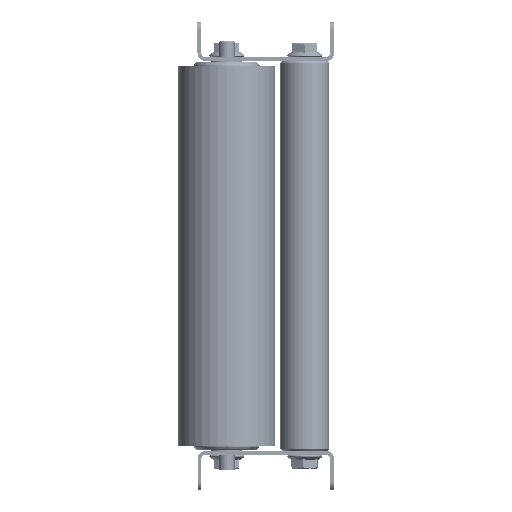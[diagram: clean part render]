
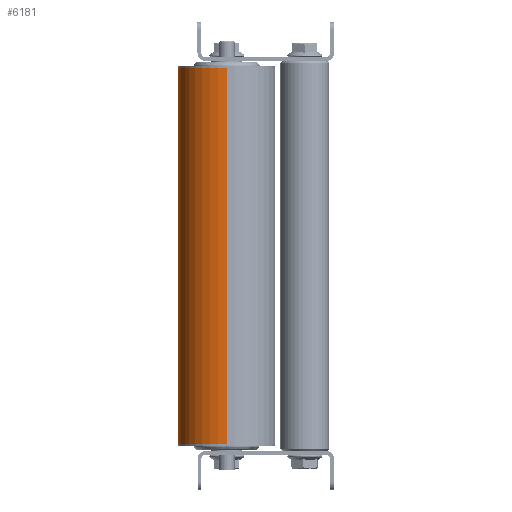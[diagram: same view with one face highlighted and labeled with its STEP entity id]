
A CAD part, left-side view. The second image highlights one B-rep face of the part: STEP entity #6181.
In plain terms, the highlighted cylindrical face has radius 25 mm (diameter 50 mm), a partial arc.
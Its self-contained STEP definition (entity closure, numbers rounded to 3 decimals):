
#65 = DIRECTION ( 'NONE',  ( 1., 0., 0. ) ) ;
#310 = EDGE_CURVE ( 'NONE', #38400, #513, #23923, .T. ) ;
#513 = VERTEX_POINT ( 'NONE', #1411 ) ;
#1411 = CARTESIAN_POINT ( 'NONE',  ( 0., 0., -25. ) ) ;
#3676 = CARTESIAN_POINT ( 'NONE',  ( 192.6, 0., 25. ) ) ;
#4119 = ORIENTED_EDGE ( 'NONE', *, *, #7462, .T. ) ;
#6181 = ADVANCED_FACE ( 'Fl�che1', ( #26980 ), #7849, .T. ) ;
#7462 = EDGE_CURVE ( 'NONE', #513, #22618, #25815, .T. ) ;
#7849 = CYLINDRICAL_SURFACE ( 'NONE', #36823, 25. ) ;
#7910 = DIRECTION ( 'NONE',  ( -1., 0., 0. ) ) ;
#9575 = CARTESIAN_POINT ( 'NONE',  ( 192.6, 0., 25. ) ) ;
#9647 = CARTESIAN_POINT ( 'NONE',  ( 0., 0., 25. ) ) ;
#9952 = AXIS2_PLACEMENT_3D ( 'NONE', #26416, #21947, #45790 ) ;
#11923 = DIRECTION ( 'NONE',  ( -1., 0., 0. ) ) ;
#15949 = DIRECTION ( 'NONE',  ( 0., 0., 1. ) ) ;
#19988 = CARTESIAN_POINT ( 'NONE',  ( 192.6, 0., 0. ) ) ;
#21947 = DIRECTION ( 'NONE',  ( 1., 0., 0. ) ) ;
#22618 = VERTEX_POINT ( 'NONE', #9647 ) ;
#23923 = LINE ( 'NONE', #39637, #50882 ) ;
#25815 = CIRCLE ( 'NONE', #9952, 25. ) ;
#26416 = CARTESIAN_POINT ( 'NONE',  ( 0., 0., 0. ) ) ;
#26423 = ORIENTED_EDGE ( 'NONE', *, *, #27477, .F. ) ;
#26980 = FACE_OUTER_BOUND ( 'NONE', #32089, .T. ) ;
#27477 = EDGE_CURVE ( 'NONE', #38400, #45305, #42612, .T. ) ;
#27492 = CARTESIAN_POINT ( 'NONE',  ( 192.6, 0., 0. ) ) ;
#31614 = ORIENTED_EDGE ( 'NONE', *, *, #51526, .F. ) ;
#32028 = DIRECTION ( 'NONE',  ( 0., 0., -1. ) ) ;
#32089 = EDGE_LOOP ( 'NONE', ( #26423, #40746, #4119, #31614 ) ) ;
#33221 = VECTOR ( 'NONE', #7910, 1000. ) ;
#36823 = AXIS2_PLACEMENT_3D ( 'NONE', #27492, #39489, #15949 ) ;
#37256 = CARTESIAN_POINT ( 'NONE',  ( 192.6, 0., -25. ) ) ;
#38400 = VERTEX_POINT ( 'NONE', #37256 ) ;
#39489 = DIRECTION ( 'NONE',  ( -1., 0., 0. ) ) ;
#39637 = CARTESIAN_POINT ( 'NONE',  ( 192.6, 0., -25. ) ) ;
#40746 = ORIENTED_EDGE ( 'NONE', *, *, #310, .T. ) ;
#40955 = AXIS2_PLACEMENT_3D ( 'NONE', #19988, #65, #32028 ) ;
#42612 = CIRCLE ( 'NONE', #40955, 25. ) ;
#43788 = LINE ( 'NONE', #3676, #33221 ) ;
#45305 = VERTEX_POINT ( 'NONE', #9575 ) ;
#45790 = DIRECTION ( 'NONE',  ( 0., 0., -1. ) ) ;
#50882 = VECTOR ( 'NONE', #11923, 1000. ) ;
#51526 = EDGE_CURVE ( 'NONE', #45305, #22618, #43788, .T. ) ;
